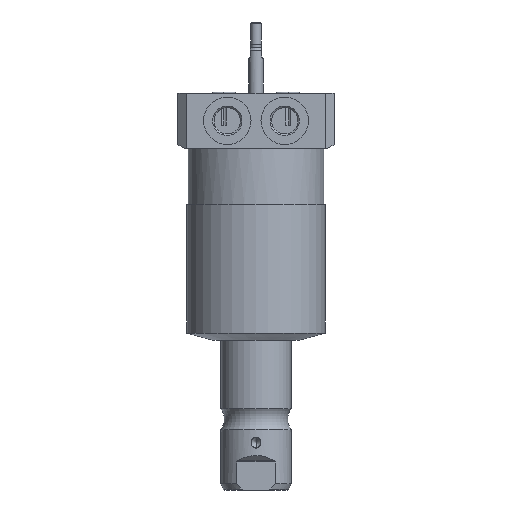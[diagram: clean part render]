
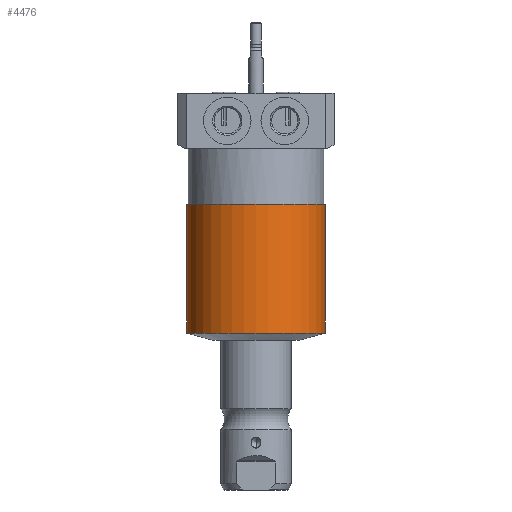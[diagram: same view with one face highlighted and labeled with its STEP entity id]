
A CAD part, left-side view. The second image highlights one B-rep face of the part: STEP entity #4476.
In plain terms, the highlighted cylindrical face has radius 31.395 mm (diameter 62.789 mm), a partial arc.
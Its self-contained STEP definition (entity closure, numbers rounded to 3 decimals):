
#1519=CARTESIAN_POINT('',(0.,0.,-25.4));
#1520=DIRECTION('',(0.,0.,-1.));
#1521=DIRECTION('',(0.,-1.,0.));
#1522=AXIS2_PLACEMENT_3D('',#1519,#1520,#1521);
#1529=DIRECTION('',(0.,0.,-1.));
#1530=VECTOR('',#1529,58.287);
#1531=CARTESIAN_POINT('',(0.,-31.395,-25.4));
#1532=LINE('',#1531,#1530);
#1533=CARTESIAN_POINT('',(0.,0.,-83.687));
#1534=DIRECTION('',(0.,0.,-1.));
#1535=DIRECTION('',(0.,-1.,0.));
#1536=AXIS2_PLACEMENT_3D('',#1533,#1534,#1535);
#1571=DIRECTION('',(0.,0.,-1.));
#1572=VECTOR('',#1571,58.287);
#1573=CARTESIAN_POINT('',(0.,31.395,-25.4));
#1574=LINE('',#1573,#1572);
#2233=CARTESIAN_POINT('',(0.,-31.395,-25.4));
#2234=CARTESIAN_POINT('',(0.,31.395,-25.4));
#2235=VERTEX_POINT('',#2233);
#2236=VERTEX_POINT('',#2234);
#2249=CARTESIAN_POINT('',(0.,-31.395,-83.687));
#2250=CARTESIAN_POINT('',(0.,31.395,-83.687));
#2251=VERTEX_POINT('',#2249);
#2252=VERTEX_POINT('',#2250);
#4462=CARTESIAN_POINT('',(0.,0.,0.));
#4463=DIRECTION('',(0.,0.,-1.));
#4464=DIRECTION('',(0.,-1.,0.));
#4465=AXIS2_PLACEMENT_3D('',#4462,#4463,#4464);
#4466=CYLINDRICAL_SURFACE('',#4465,31.395);
#4468=ORIENTED_EDGE('',*,*,#4467,.T.);
#4470=ORIENTED_EDGE('',*,*,#4469,.F.);
#4471=ORIENTED_EDGE('',*,*,#4451,.F.);
#4473=ORIENTED_EDGE('',*,*,#4472,.T.);
#4474=EDGE_LOOP('',(#4468,#4470,#4471,#4473));
#4475=FACE_OUTER_BOUND('',#4474,.F.);
#1523=CIRCLE('',#1522,31.395);
#1537=CIRCLE('',#1536,31.395);
#4451=EDGE_CURVE('',#2235,#2236,#1523,.T.);
#4467=EDGE_CURVE('',#2251,#2252,#1537,.T.);
#4469=EDGE_CURVE('',#2236,#2252,#1574,.T.);
#4472=EDGE_CURVE('',#2235,#2251,#1532,.T.);
#4476=ADVANCED_FACE('',(#4475),#4466,.T.);
